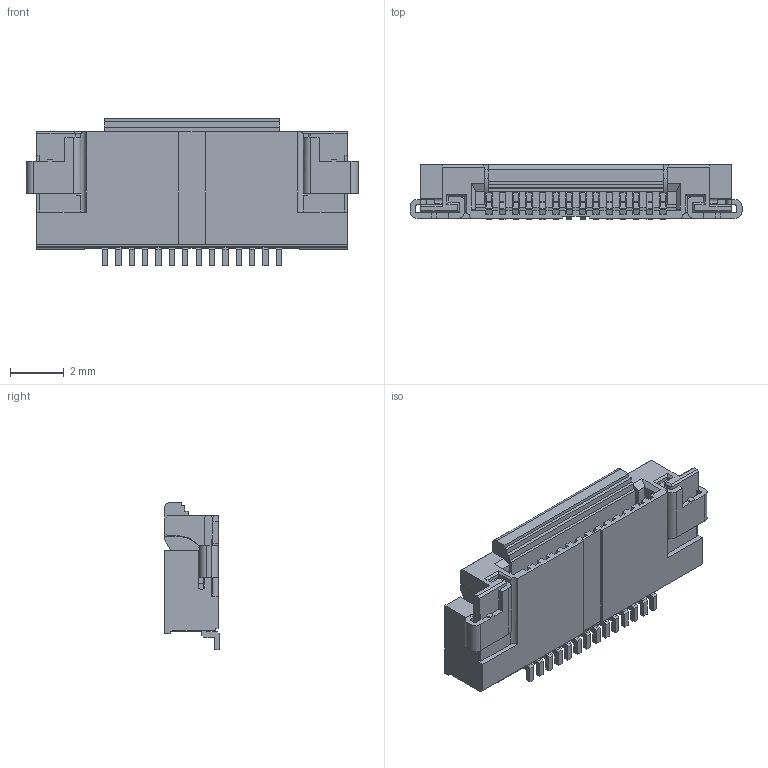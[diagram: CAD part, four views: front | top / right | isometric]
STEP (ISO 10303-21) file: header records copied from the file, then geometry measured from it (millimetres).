
FILE_DESCRIPTION((''),'2;1');
FILE_NAME('528921495','2013-08-21T',('me'),(''),'PRO/ENGINEER BY PARAMETRIC TECHNOLOGY CORPORATION, 2011490','PRO/ENGINEER BY PARAMETRIC TECHNOLOGY CORPORATION, 2011490','');
FILE_SCHEMA(('CONFIG_CONTROL_DESIGN'));
Length unit declared in the file: millimetre
Products named in the file (1): 528921495
Bounding box: 12.4 x 2.04 x 5.5 mm (x, y, z)
Volume: 73.8 mm3; surface area: 442 mm2
Topology: 1 solids, 1 shells, 760 faces, 2451 edges, 1587 vertices
Faces by surface type: plane 651, cylinder 109
Entity records: 26737 total; most frequent: ORIENTED_EDGE 4902, CARTESIAN_POINT 4843, DIRECTION 4184, EDGE_CURVE 2451, VECTOR 2210, LINE 2210, VERTEX_POINT 1587, AXIS2_PLACEMENT_3D 987
